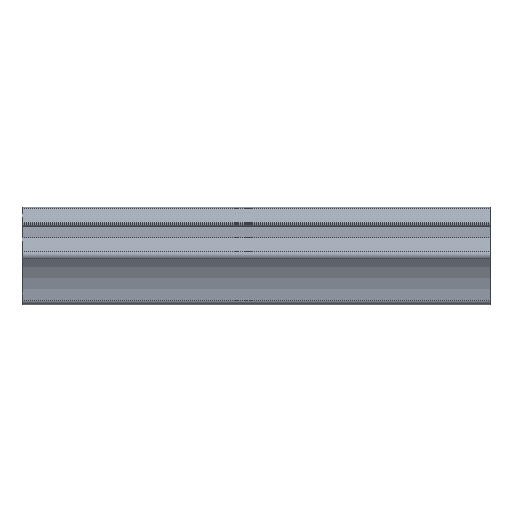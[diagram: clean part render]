
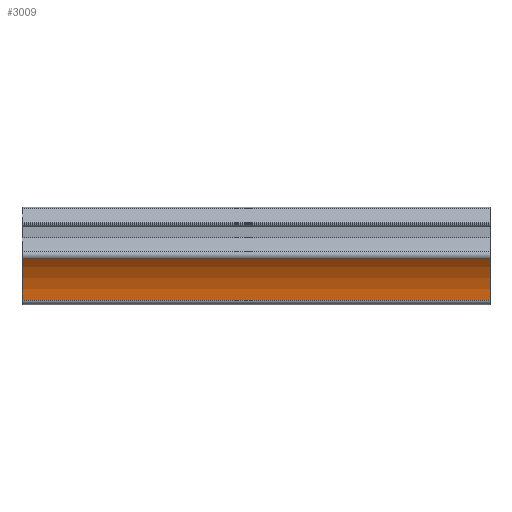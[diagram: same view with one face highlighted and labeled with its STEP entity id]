
A CAD part, left-side view. The second image highlights one B-rep face of the part: STEP entity #3009.
In plain terms, the highlighted cylindrical face has radius 30 mm (diameter 60 mm), a partial arc.
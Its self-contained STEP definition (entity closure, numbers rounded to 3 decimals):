
#127=FACE_OUTER_BOUND('',#285,.T.);
#285=EDGE_LOOP('',(#2099,#2100,#2101,#2102));
#483=LINE('',#4707,#763);
#484=LINE('',#4710,#764);
#763=VECTOR('',#3737,200.);
#764=VECTOR('',#3740,200.);
#1023=CIRCLE('',#3222,30.);
#1024=CIRCLE('',#3223,30.);
#1247=VERTEX_POINT('',#4703);
#1248=VERTEX_POINT('',#4704);
#1249=VERTEX_POINT('',#4706);
#1250=VERTEX_POINT('',#4708);
#1595=EDGE_CURVE('',#1247,#1248,#1023,.T.);
#1596=EDGE_CURVE('',#1248,#1249,#483,.T.);
#1597=EDGE_CURVE('',#1250,#1249,#1024,.T.);
#1598=EDGE_CURVE('',#1247,#1250,#484,.T.);
#2099=ORIENTED_EDGE('',*,*,#1595,.T.);
#2100=ORIENTED_EDGE('',*,*,#1596,.T.);
#2101=ORIENTED_EDGE('',*,*,#1597,.F.);
#2102=ORIENTED_EDGE('',*,*,#1598,.F.);
#2901=CYLINDRICAL_SURFACE('',#3221,30.);
#3009=ADVANCED_FACE('',(#127),#2901,.F.);
#3221=AXIS2_PLACEMENT_3D('',#4702,#3733,#3734);
#3222=AXIS2_PLACEMENT_3D('',#4705,#3735,#3736);
#3223=AXIS2_PLACEMENT_3D('',#4709,#3738,#3739);
#3733=DIRECTION('center_axis',(0.,1.,0.));
#3734=DIRECTION('ref_axis',(0.75,0.,0.662));
#3735=DIRECTION('center_axis',(0.,1.,0.));
#3736=DIRECTION('ref_axis',(0.75,0.,0.662));
#3737=DIRECTION('',(0.,-1.,0.));
#3738=DIRECTION('center_axis',(0.,1.,0.));
#3739=DIRECTION('ref_axis',(0.75,0.,0.662));
#3740=DIRECTION('',(0.,-1.,0.));
#4702=CARTESIAN_POINT('Origin',(-41.575,0.,-17.221));
#4703=CARTESIAN_POINT('',(-19.077,200.,2.625));
#4704=CARTESIAN_POINT('',(-11.633,200.,-15.346));
#4705=CARTESIAN_POINT('Origin',(-41.575,200.,-17.221));
#4706=CARTESIAN_POINT('',(-11.633,0.,-15.346));
#4707=CARTESIAN_POINT('',(-11.633,0.,-15.346));
#4708=CARTESIAN_POINT('',(-19.077,0.,2.625));
#4709=CARTESIAN_POINT('Origin',(-41.575,0.,-17.221));
#4710=CARTESIAN_POINT('',(-19.077,0.,2.625));
